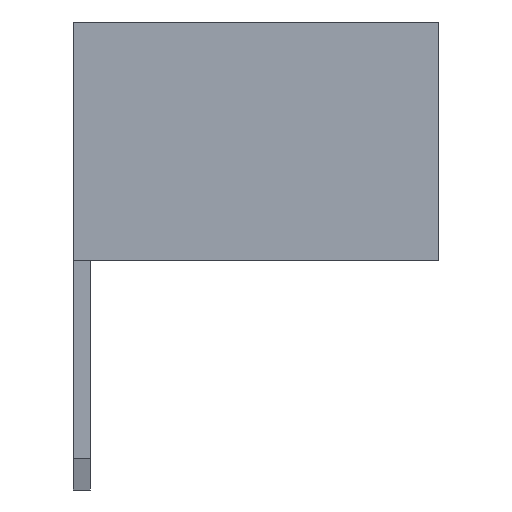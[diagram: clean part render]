
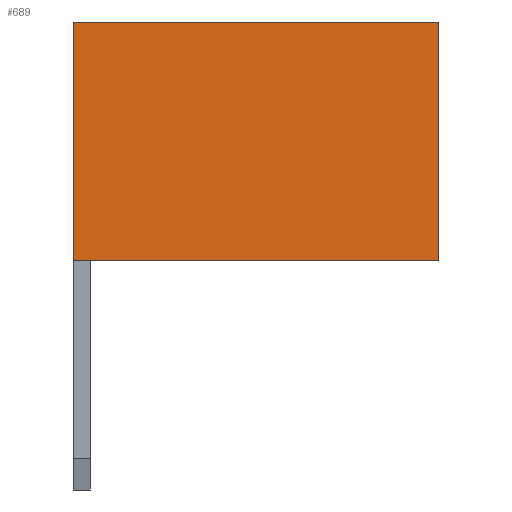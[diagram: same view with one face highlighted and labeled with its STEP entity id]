
A CAD part, left-side view. The second image highlights one B-rep face of the part: STEP entity #689.
In plain terms, the highlighted planar face has unit normal (-1, 0, 0).
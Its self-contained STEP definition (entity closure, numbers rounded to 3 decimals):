
#689=ADVANCED_FACE('',(#4525),#4527,.T.);
#4525=FACE_BOUND('',#4526,.T.);
#4526=EDGE_LOOP('',(#7589,#7590,#7591,#7592));
#4527=PLANE('',#4528);
#4528=AXIS2_PLACEMENT_3D('',#4529,#4530,#4531);
#4529=CARTESIAN_POINT('',(-1.,-4.2,0.));
#4530=DIRECTION('',(-1.,0.,0.));
#4531=DIRECTION('',(0.,0.,1.));
#7589=ORIENTED_EDGE('',*,*,#9693,.T.);
#7590=ORIENTED_EDGE('',*,*,#9814,.T.);
#7591=ORIENTED_EDGE('',*,*,#9644,.F.);
#7592=ORIENTED_EDGE('',*,*,#9813,.F.);
#9644=EDGE_CURVE('',#10938,#10940,#10941,.T.);
#9693=EDGE_CURVE('',#11010,#11011,#11012,.T.);
#9813=EDGE_CURVE('',#11010,#10938,#11209,.T.);
#9814=EDGE_CURVE('',#11011,#10940,#11210,.T.);
#10938=VERTEX_POINT('',#13110);
#10940=VERTEX_POINT('',#13114);
#10941=LINE('',#13115,#13116);
#11010=VERTEX_POINT('',#13282);
#11011=VERTEX_POINT('',#13283);
#11012=LINE('',#13284,#13285);
#11209=LINE('',#13721,#13722);
#11210=LINE('',#13724,#13725);
#13110=CARTESIAN_POINT('',(-1.,0.1,0.));
#13114=CARTESIAN_POINT('',(-1.,0.1,2.8));
#13115=CARTESIAN_POINT('',(-1.,0.1,0.));
#13116=VECTOR('',#13117,1.);
#13117=DIRECTION('',(0.,0.,1.));
#13282=CARTESIAN_POINT('',(-1.,-4.2,0.));
#13283=CARTESIAN_POINT('',(-1.,-4.2,2.8));
#13284=CARTESIAN_POINT('',(-1.,-4.2,0.));
#13285=VECTOR('',#13286,1.);
#13286=DIRECTION('',(0.,0.,1.));
#13721=CARTESIAN_POINT('',(-1.,-4.2,0.));
#13722=VECTOR('',#13723,1.);
#13723=DIRECTION('',(0.,1.,0.));
#13724=CARTESIAN_POINT('',(-1.,-4.2,2.8));
#13725=VECTOR('',#13726,1.);
#13726=DIRECTION('',(0.,1.,0.));
